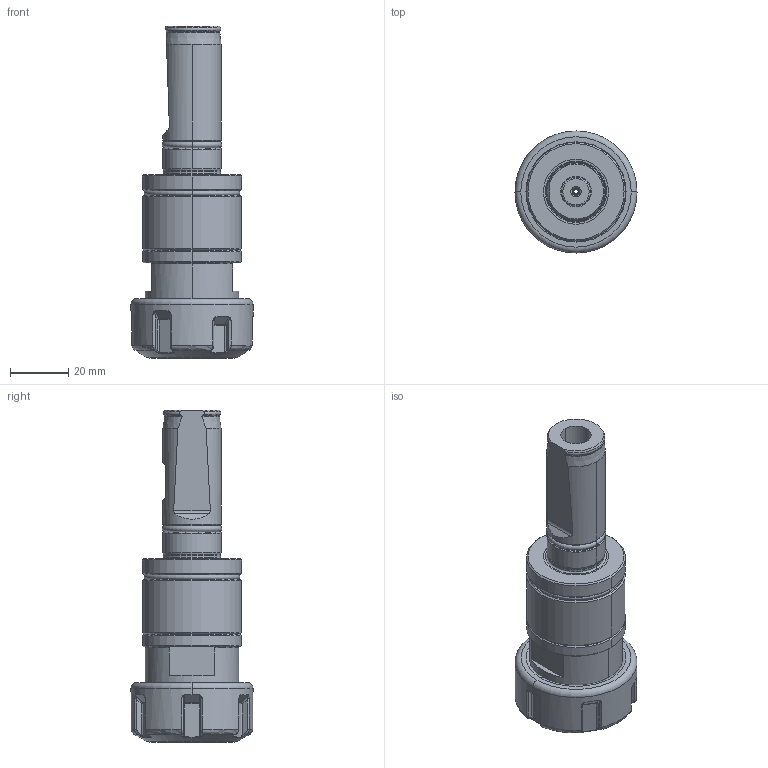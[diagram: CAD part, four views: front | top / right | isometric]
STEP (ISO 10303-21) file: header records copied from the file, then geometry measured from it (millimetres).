
FILE_DESCRIPTION((''),'2;1');
FILE_NAME('120_16_2025','2020-09-21T',('103090'),(''),'CREO PARAMETRIC BY PTC INC, 2016260','CREO PARAMETRIC BY PTC INC, 2016260','');
FILE_SCHEMA(('CONFIG_CONTROL_DESIGN'));
Length unit declared in the file: millimetre
Products named in the file (1): 120_16_2025
Bounding box: 41.9 x 41.9 x 114 mm (x, y, z)
Volume: 57150.9 mm3; surface area: 19695.7 mm2
Topology: 3 solids, 3 shells, 285 faces, 673 edges, 404 vertices
Faces by surface type: plane 69, cylinder 67, bspline 60, torus 46, cone 31, sphere 12
Entity records: 10924 total; most frequent: CARTESIAN_POINT 4742, ORIENTED_EDGE 1346, DIRECTION 1168, EDGE_CURVE 673, AXIS2_PLACEMENT_3D 468, VERTEX_POINT 404, EDGE_LOOP 301, FACE_OUTER_BOUND 285
